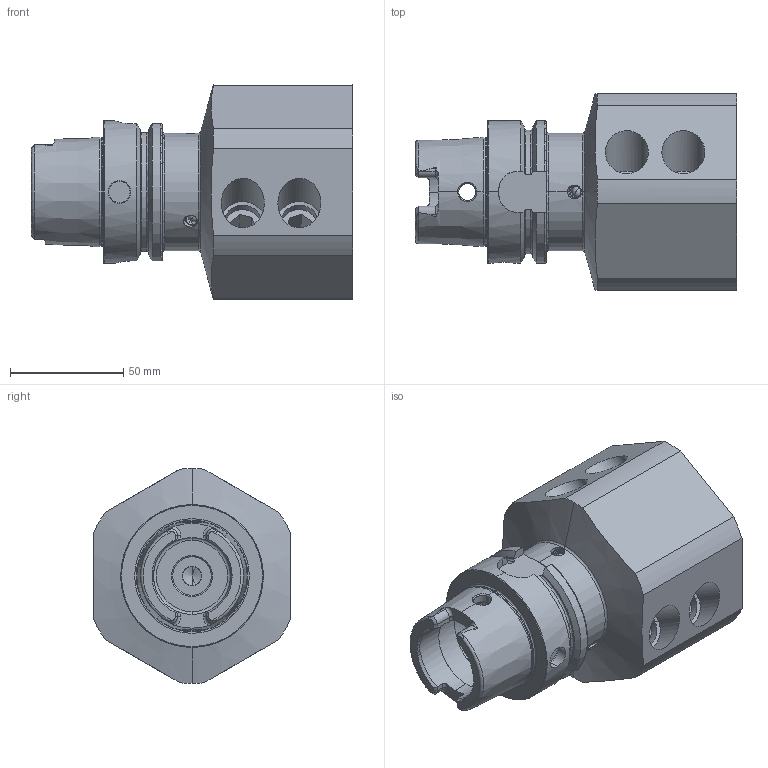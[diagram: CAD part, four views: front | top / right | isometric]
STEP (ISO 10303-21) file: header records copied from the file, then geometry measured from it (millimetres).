
FILE_DESCRIPTION (( 'STEP AP214' ), '1' );
FILE_NAME ('HA6-W25.SoX.110.STEP', '2017-12-20T14:53:28', ( 'SWIAdmin' ), ( 'Hewlett-Packard Company' ), 'SwSTEP 2.0', 'SolidWorks 2017', '' );
FILE_SCHEMA (( 'AUTOMOTIVE_DESIGN' ));
Length unit declared in the file: millimetre
Products named in the file (4): KVT_MB_600_060; W25-ER1.001.020; HA6-W25.SoX.110_A_Fertigbearbeitung; HA6-W25.SoX.110
Assembly tree (10 placements, depth 2):
  HA6-W25.SoX.110
    HA6-W25.SoX.110_A_Fertigbearbeitung
    W25-ER1.001.020  x6
    KVT_MB_600_060  x3
Bounding box: 141.9 x 87 x 95 mm (x, y, z)
Volume: 415428.6 mm3; surface area: 90612.5 mm2
Topology: 13 solids, 13 shells, 529 faces, 1305 edges, 770 vertices
Faces by surface type: cone 173, plane 146, cylinder 138, torus 54, bspline 12, sphere 6
Entity records: 14475 total; most frequent: CARTESIAN_POINT 4748, ORIENTED_EDGE 1756, DIRECTION 1646, EDGE_CURVE 878, AXIS2_PLACEMENT_3D 671, VERTEX_POINT 535, EDGE_LOOP 367, FACE_OUTER_BOUND 345
